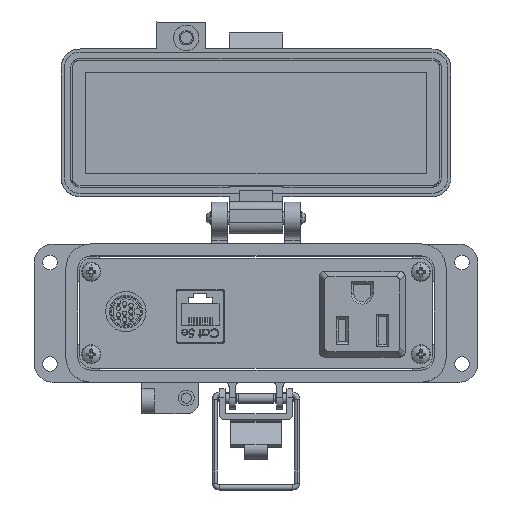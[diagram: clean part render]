
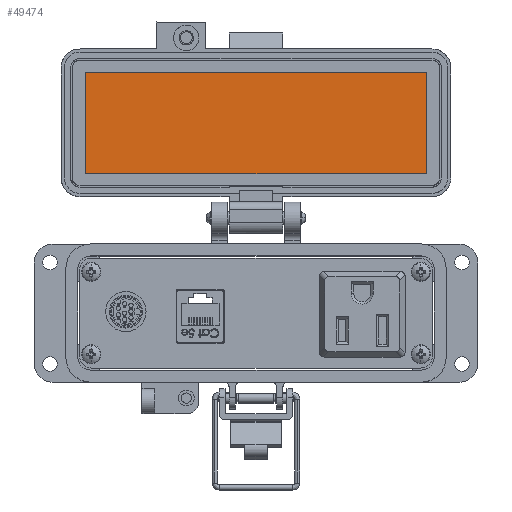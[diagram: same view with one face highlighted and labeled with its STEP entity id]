
A CAD part, top view. The second image highlights one B-rep face of the part: STEP entity #49474.
In plain terms, the highlighted planar face has unit normal (0, 0, 1).
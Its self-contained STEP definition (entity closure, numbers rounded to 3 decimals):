
#406 = EDGE_CURVE ( 'NONE', #16913, #52904, #23540, .T. ) ;
#2659 = VECTOR ( 'NONE', #25956, 1000. ) ;
#11142 = FACE_OUTER_BOUND ( 'NONE', #51373, .T. ) ;
#12998 = DIRECTION ( 'NONE',  ( 0., 0., 1. ) ) ;
#14484 = ORIENTED_EDGE ( 'NONE', *, *, #406, .F. ) ;
#14976 = EDGE_CURVE ( 'NONE', #15400, #73121, #58354, .T. ) ;
#15400 = VERTEX_POINT ( 'NONE', #73857 ) ;
#15999 = CARTESIAN_POINT ( 'NONE',  ( 53.75, 67.154, -25.55 ) ) ;
#16913 = VERTEX_POINT ( 'NONE', #79000 ) ;
#20049 = DIRECTION ( 'NONE',  ( 0., -1., 0. ) ) ;
#20520 = CARTESIAN_POINT ( 'NONE',  ( -8.5, 67.154, -25.55 ) ) ;
#22460 = DIRECTION ( 'NONE',  ( -1., 0., 0. ) ) ;
#23540 = LINE ( 'NONE', #15999, #36718 ) ;
#24007 = DIRECTION ( 'NONE',  ( 0., -1., 0. ) ) ;
#25956 = DIRECTION ( 'NONE',  ( 1., 0., 0. ) ) ;
#36718 = VECTOR ( 'NONE', #24007, 1000. ) ;
#38029 = LINE ( 'NONE', #73934, #71179 ) ;
#40426 = PLANE ( 'NONE',  #41369 ) ;
#41369 = AXIS2_PLACEMENT_3D ( 'NONE', #20520, #12998, #20049 ) ;
#41722 = EDGE_CURVE ( 'NONE', #52904, #15400, #38029, .T. ) ;
#49474 = ADVANCED_FACE ( 'NONE', ( #11142 ), #40426, .T. ) ;
#51373 = EDGE_LOOP ( 'NONE', ( #91487, #74075, #86468, #14484 ) ) ;
#52904 = VERTEX_POINT ( 'NONE', #65699 ) ;
#55249 = CARTESIAN_POINT ( 'NONE',  ( -8.5, 83.154, -25.55 ) ) ;
#58354 = LINE ( 'NONE', #80084, #82291 ) ;
#65699 = CARTESIAN_POINT ( 'NONE',  ( 53.75, 51.154, -25.55 ) ) ;
#67669 = CARTESIAN_POINT ( 'NONE',  ( -53.75, 83.154, -25.55 ) ) ;
#71179 = VECTOR ( 'NONE', #22460, 1000. ) ;
#73121 = VERTEX_POINT ( 'NONE', #67669 ) ;
#73857 = CARTESIAN_POINT ( 'NONE',  ( -53.75, 51.154, -25.55 ) ) ;
#73934 = CARTESIAN_POINT ( 'NONE',  ( 42., 51.154, -25.55 ) ) ;
#74075 = ORIENTED_EDGE ( 'NONE', *, *, #14976, .F. ) ;
#79000 = CARTESIAN_POINT ( 'NONE',  ( 53.75, 83.154, -25.55 ) ) ;
#80084 = CARTESIAN_POINT ( 'NONE',  ( -53.75, 67.154, -25.55 ) ) ;
#82291 = VECTOR ( 'NONE', #86710, 1000. ) ;
#86468 = ORIENTED_EDGE ( 'NONE', *, *, #41722, .F. ) ;
#86710 = DIRECTION ( 'NONE',  ( 0., 1., 0. ) ) ;
#88602 = EDGE_CURVE ( 'NONE', #73121, #16913, #91620, .T. ) ;
#91487 = ORIENTED_EDGE ( 'NONE', *, *, #88602, .F. ) ;
#91620 = LINE ( 'NONE', #55249, #2659 ) ;
